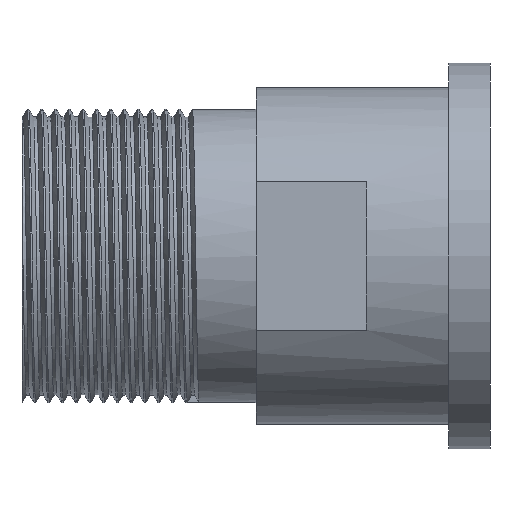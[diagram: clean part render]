
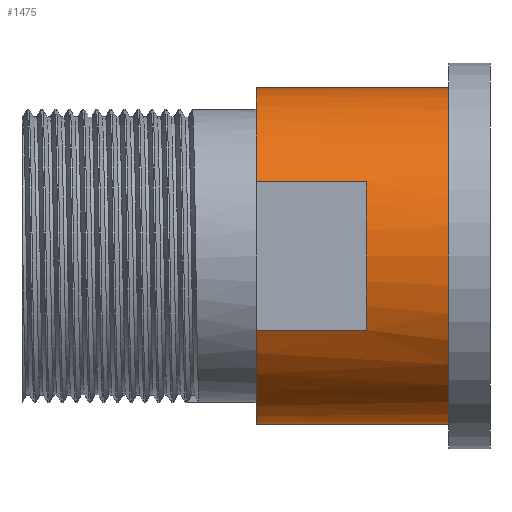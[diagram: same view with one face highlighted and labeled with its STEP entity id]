
A CAD part, front view. The second image highlights one B-rep face of the part: STEP entity #1475.
In plain terms, the highlighted cylindrical face has radius 12.25 mm (diameter 24.5 mm), a partial arc.
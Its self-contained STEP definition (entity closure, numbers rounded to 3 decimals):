
#37 = ORIENTED_EDGE ( 'NONE', *, *, #2526, .F. ) ;
#47 = AXIS2_PLACEMENT_3D ( 'NONE', #1865, #1071, #2118 ) ;
#75 = ORIENTED_EDGE ( 'NONE', *, *, #2910, .F. ) ;
#141 = EDGE_CURVE ( 'NONE', #2575, #2703, #2788, .T. ) ;
#191 = VECTOR ( 'NONE', #2581, 1000. ) ;
#251 = VERTEX_POINT ( 'NONE', #554 ) ;
#283 = CARTESIAN_POINT ( 'NONE',  ( -14., -11., 5.391 ) ) ;
#327 = DIRECTION ( 'NONE',  ( 0., 0., 1. ) ) ;
#369 = VECTOR ( 'NONE', #1348, 1000. ) ;
#382 = CARTESIAN_POINT ( 'NONE',  ( -14., 0., 0. ) ) ;
#425 = DIRECTION ( 'NONE',  ( 0., 0., 1. ) ) ;
#554 = CARTESIAN_POINT ( 'NONE',  ( -6., -11., 5.391 ) ) ;
#674 = ORIENTED_EDGE ( 'NONE', *, *, #3438, .F. ) ;
#750 = EDGE_CURVE ( 'NONE', #251, #3491, #2873, .T. ) ;
#789 = CIRCLE ( 'NONE', #1079, 12.25 ) ;
#894 = CARTESIAN_POINT ( 'NONE',  ( -14., 0., -12.25 ) ) ;
#933 = LINE ( 'NONE', #2885, #191 ) ;
#1036 = AXIS2_PLACEMENT_3D ( 'NONE', #1791, #2878, #425 ) ;
#1071 = DIRECTION ( 'NONE',  ( -1., 0., 0. ) ) ;
#1079 = AXIS2_PLACEMENT_3D ( 'NONE', #382, #1436, #327 ) ;
#1104 = CARTESIAN_POINT ( 'NONE',  ( 0., 0., -12.25 ) ) ;
#1348 = DIRECTION ( 'NONE',  ( 1., 0., 0. ) ) ;
#1432 = VECTOR ( 'NONE', #2583, 1000. ) ;
#1433 = CARTESIAN_POINT ( 'NONE',  ( -14., 0., 0. ) ) ;
#1436 = DIRECTION ( 'NONE',  ( -1., 0., 0. ) ) ;
#1460 = VERTEX_POINT ( 'NONE', #1481 ) ;
#1462 = DIRECTION ( 'NONE',  ( 1., 0., 0. ) ) ;
#1475 = ADVANCED_FACE ( 'NONE', ( #3131 ), #2595, .T. ) ;
#1481 = CARTESIAN_POINT ( 'NONE',  ( -14., -11., -5.391 ) ) ;
#1512 = EDGE_LOOP ( 'NONE', ( #674, #3284, #1789, #75, #3192, #3239, #37, #2431 ) ) ;
#1523 = DIRECTION ( 'NONE',  ( -1., 0., 0. ) ) ;
#1625 = DIRECTION ( 'NONE',  ( -1., 0., 0. ) ) ;
#1789 = ORIENTED_EDGE ( 'NONE', *, *, #3262, .T. ) ;
#1791 = CARTESIAN_POINT ( 'NONE',  ( -45.952, 0., 0. ) ) ;
#1797 = CARTESIAN_POINT ( 'NONE',  ( -45.952, 0., -12.25 ) ) ;
#1865 = CARTESIAN_POINT ( 'NONE',  ( 0., 0., 0. ) ) ;
#1958 = CARTESIAN_POINT ( 'NONE',  ( -14., 0., 12.25 ) ) ;
#1963 = AXIS2_PLACEMENT_3D ( 'NONE', #2847, #1462, #2008 ) ;
#2008 = DIRECTION ( 'NONE',  ( 0., 0., -1. ) ) ;
#2118 = DIRECTION ( 'NONE',  ( 0., 0., 1. ) ) ;
#2161 = LINE ( 'NONE', #3503, #369 ) ;
#2171 = CIRCLE ( 'NONE', #3096, 12.25 ) ;
#2248 = EDGE_CURVE ( 'NONE', #251, #3223, #933, .T. ) ;
#2298 = LINE ( 'NONE', #3369, #1432 ) ;
#2308 = VERTEX_POINT ( 'NONE', #894 ) ;
#2431 = ORIENTED_EDGE ( 'NONE', *, *, #3177, .F. ) ;
#2526 = EDGE_CURVE ( 'NONE', #1460, #3491, #2161, .T. ) ;
#2575 = VERTEX_POINT ( 'NONE', #1104 ) ;
#2581 = DIRECTION ( 'NONE',  ( -1., 0., 0. ) ) ;
#2583 = DIRECTION ( 'NONE',  ( -1., 0., 0. ) ) ;
#2595 = CYLINDRICAL_SURFACE ( 'NONE', #1036, 12.25 ) ;
#2703 = VERTEX_POINT ( 'NONE', #3039 ) ;
#2775 = DIRECTION ( 'NONE',  ( 0., 0., 1. ) ) ;
#2788 = CIRCLE ( 'NONE', #47, 12.25 ) ;
#2847 = CARTESIAN_POINT ( 'NONE',  ( -6., 0., 0. ) ) ;
#2873 = CIRCLE ( 'NONE', #1963, 12.25 ) ;
#2878 = DIRECTION ( 'NONE',  ( -1., 0., 0. ) ) ;
#2885 = CARTESIAN_POINT ( 'NONE',  ( -45.952, -11., 5.391 ) ) ;
#2910 = EDGE_CURVE ( 'NONE', #3223, #3146, #789, .T. ) ;
#3039 = CARTESIAN_POINT ( 'NONE',  ( 0., 0., 12.25 ) ) ;
#3096 = AXIS2_PLACEMENT_3D ( 'NONE', #1433, #1625, #2775 ) ;
#3131 = FACE_OUTER_BOUND ( 'NONE', #1512, .T. ) ;
#3146 = VERTEX_POINT ( 'NONE', #1958 ) ;
#3155 = LINE ( 'NONE', #1797, #3346 ) ;
#3177 = EDGE_CURVE ( 'NONE', #2308, #1460, #2171, .T. ) ;
#3192 = ORIENTED_EDGE ( 'NONE', *, *, #2248, .F. ) ;
#3201 = CARTESIAN_POINT ( 'NONE',  ( -6., -11., -5.391 ) ) ;
#3223 = VERTEX_POINT ( 'NONE', #283 ) ;
#3239 = ORIENTED_EDGE ( 'NONE', *, *, #750, .T. ) ;
#3262 = EDGE_CURVE ( 'NONE', #2703, #3146, #2298, .T. ) ;
#3284 = ORIENTED_EDGE ( 'NONE', *, *, #141, .T. ) ;
#3346 = VECTOR ( 'NONE', #1523, 1000. ) ;
#3369 = CARTESIAN_POINT ( 'NONE',  ( -45.952, 0., 12.25 ) ) ;
#3438 = EDGE_CURVE ( 'NONE', #2575, #2308, #3155, .T. ) ;
#3491 = VERTEX_POINT ( 'NONE', #3201 ) ;
#3503 = CARTESIAN_POINT ( 'NONE',  ( -45.952, -11., -5.391 ) ) ;
